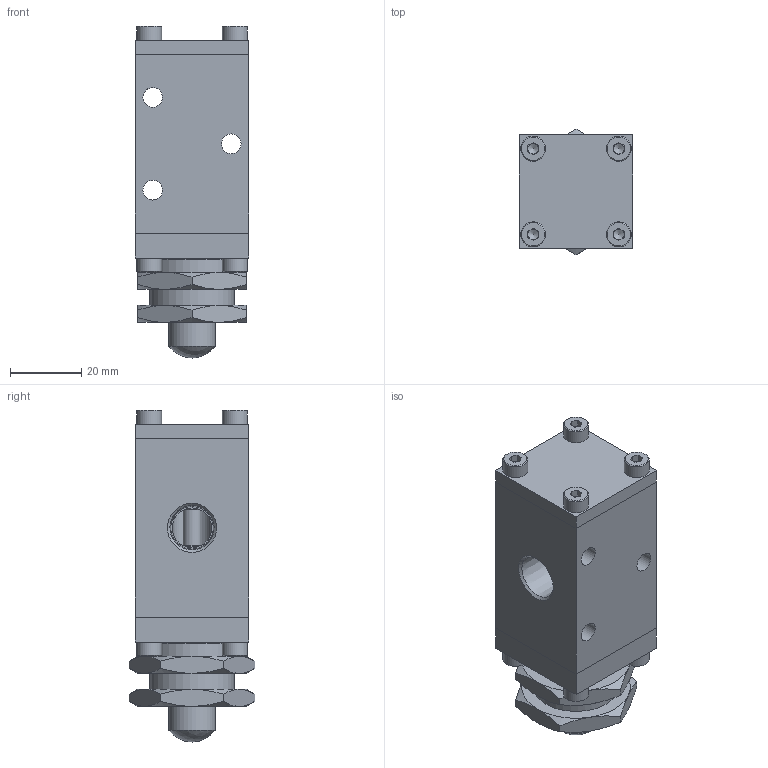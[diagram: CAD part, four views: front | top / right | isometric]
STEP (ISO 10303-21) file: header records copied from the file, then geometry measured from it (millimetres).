
FILE_DESCRIPTION(/* description */ (''),/* implementation_level */ '2;1');
FILE_NAME(/* name */ 'e_05_311_es.stp',/* time_stamp */ '2017-10-23T12:28:25+02:00',/* author */ ('leitheußer'),/* organization */ (''),/* preprocessor_version */ 'ST-DEVELOPER v15.6',/* originating_system */ 'Autodesk Inventor LT ',/* authorisation */ '');
FILE_SCHEMA (('AUTOMOTIVE_DESIGN { 1 0 10303 214 3 1 1 }'));
Length unit declared in the file: millimetre
Products named in the file (1): 2326M265VR1B
Bounding box: 31.75 x 35.2 x 93 mm (x, y, z)
Volume: 63687.7 mm3; surface area: 36205.3 mm2
Topology: 28 solids, 28 shells, 455 faces, 934 edges, 573 vertices
Faces by surface type: plane 224, cylinder 101, cone 78, torus 45, bspline 6, sphere 1
Full cylindrical faces by diameter (mm): 3.3 x8, 4 x8, 4.3 x8, 4.47 x3, 4.8 x3, 5 x1, 5.5 x3, 6.25 x1, 6.5 x1, 7 x8, 7.5 x5, 8 x2, 8.02 x2, 8.13 x3, 9.5 x1, 10 x1, 10.5 x2, 10.96 x2, 11 x2, 11.03 x2, 11.125 x3, 11.5 x2, 12.9 x2, 12.96 x1, 13 x2, 13.5 x2, 15 x2, 16.015 x1, 16.05 x1, 20.34 x2
Entity records: 14849 total; most frequent: CARTESIAN_POINT 6080, DIRECTION 1900, ORIENTED_EDGE 1396, AXIS2_PLACEMENT_3D 820, EDGE_LOOP 752, EDGE_CURVE 698, VERTEX_POINT 532, FACE_OUTER_BOUND 455
